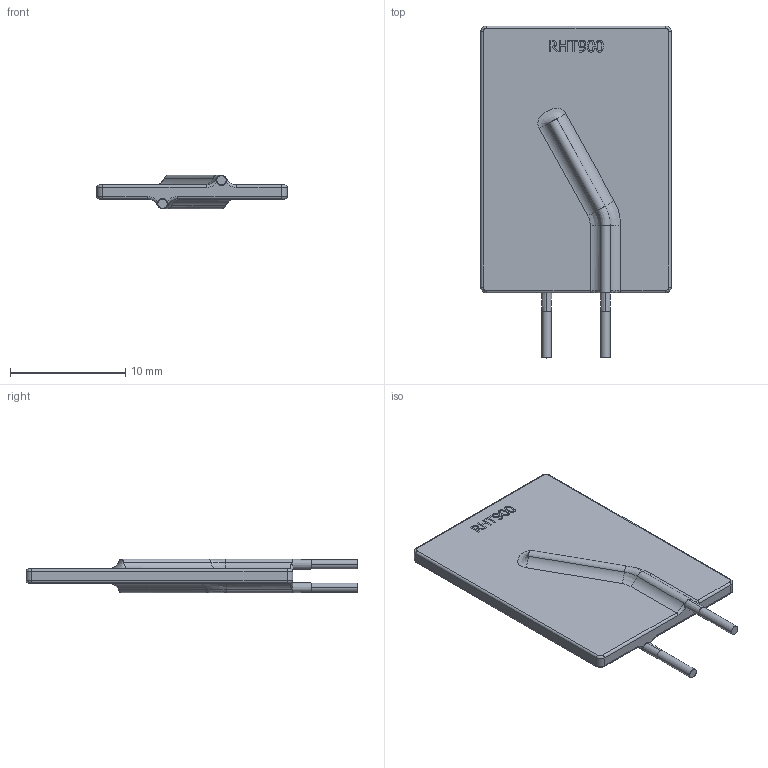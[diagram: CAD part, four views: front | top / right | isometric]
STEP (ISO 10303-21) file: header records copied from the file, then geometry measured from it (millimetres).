
FILE_DESCRIPTION (( 'STEP AP214' ), '1' );
FILE_NAME ('User Library-MF-RHT900_th.STEP', '2022-02-12T20:03:37', ( '' ), ( '' ), 'SwSTEP 2.0', 'SolidWorks 2021', '' );
FILE_SCHEMA (( 'AUTOMOTIVE_DESIGN' ));
Length unit declared in the file: millimetre
Products named in the file (1): User Library-MF-RHT900_th
Bounding box: 16.5 x 28.78 x 2.92 mm (x, y, z)
Volume: 499.9 mm3; surface area: 900.9 mm2
Topology: 3 solids, 3 shells, 159 faces, 379 edges, 236 vertices
Faces by surface type: bspline 70, plane 55, cylinder 30, cone 4
Entity records: 5531 total; most frequent: CARTESIAN_POINT 2209, ORIENTED_EDGE 758, DIRECTION 483, EDGE_CURVE 379, VERTEX_POINT 236, EDGE_LOOP 169, LINE 167, VECTOR 167
